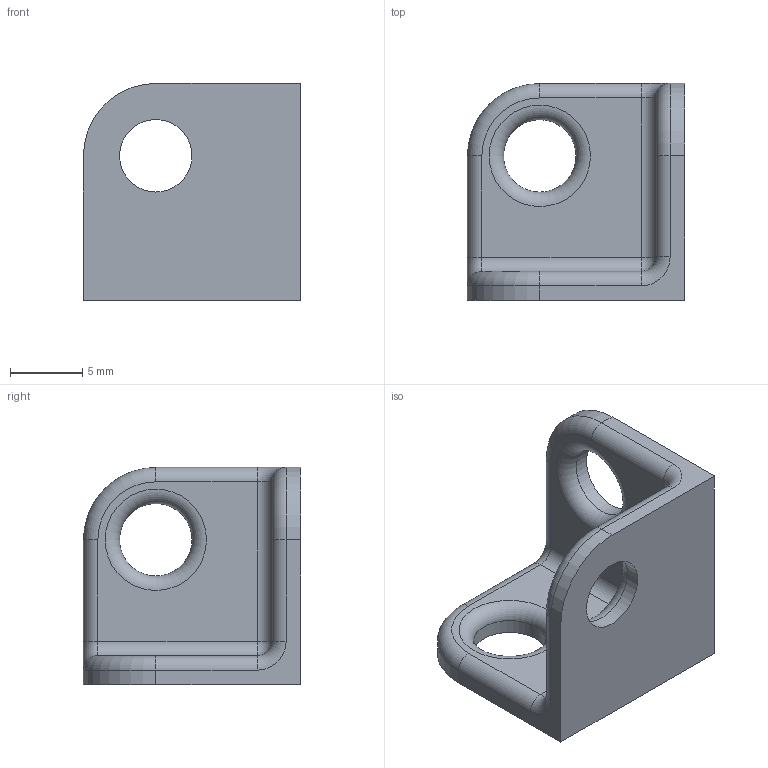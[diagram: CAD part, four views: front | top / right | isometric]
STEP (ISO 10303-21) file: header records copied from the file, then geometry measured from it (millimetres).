
FILE_DESCRIPTION(('STEP AP242'), '1');
FILE_NAME('Äåòàëü Ñîåäèíèòåëü óãëîâîé v2', '', ('UNSPECIFIED'), ('UNSPECIFIED'), 'C3D Converter', 'C3D Toolkit', '');
FILE_SCHEMA(('AP242_MANAGED_MODEL_BASED_3D_ENGINEERING_MIM_LF { 1 0 10303 442 1 1 4 }'));
Length unit declared in the file: millimetre
Bounding box: 15 x 15 x 15 mm (x, y, z)
Volume: 1010.1 mm3; surface area: 1216.1 mm2
Topology: 1 solids, 1 shells, 34 faces, 79 edges, 46 vertices
Faces by surface type: cylinder 15, plane 9, torus 9, sphere 1
Full cylindrical faces by diameter (mm): 5 x3
Entity records: 1251 total; most frequent: DIRECTION 181, CARTESIAN_POINT 153, ORIENTED_EDGE 144, AXIS2_PLACEMENT_3D 74, EDGE_CURVE 72, EDGE_LOOP 46, VERTEX_POINT 46, CIRCLE 39
